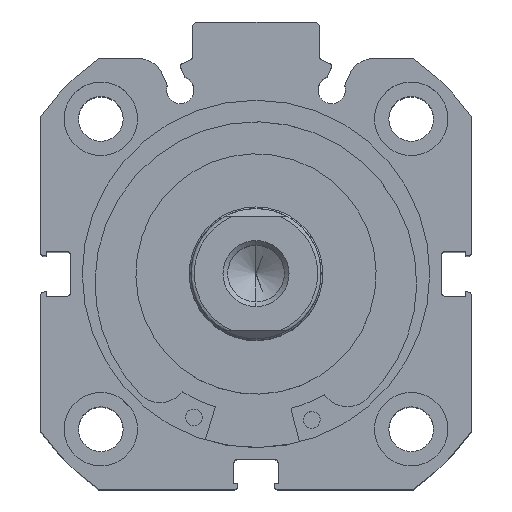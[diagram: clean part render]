
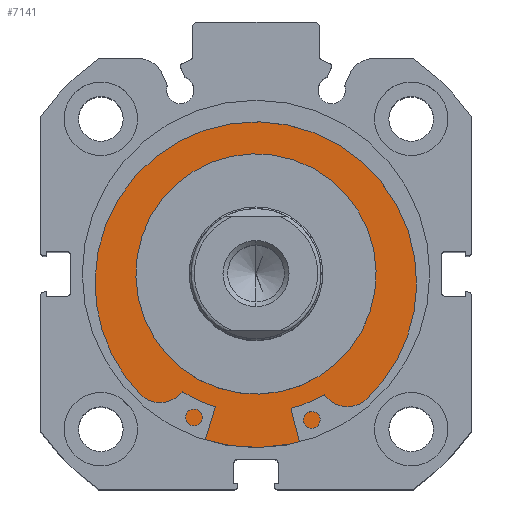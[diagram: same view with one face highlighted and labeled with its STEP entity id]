
A CAD part, top view. The second image highlights one B-rep face of the part: STEP entity #7141.
In plain terms, the highlighted face is planar.
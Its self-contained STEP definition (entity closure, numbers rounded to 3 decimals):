
#411 = EDGE_CURVE ( 'NONE', #3396, #3465, #3811, .T. ) ;
#412 = EDGE_CURVE ( 'NONE', #3356, #3472, #3812, .T. ) ;
#420 = EDGE_CURVE ( 'NONE', #3472, #3356, #3824, .T. ) ;
#426 = EDGE_CURVE ( 'NONE', #3465, #3396, #3830, .T. ) ;
#731 = AXIS2_PLACEMENT_3D ( 'NONE', #6185, #6183, #6182 ) ;
#732 = AXIS2_PLACEMENT_3D ( 'NONE', #6190, #6187, #6186 ) ;
#736 = AXIS2_PLACEMENT_3D ( 'NONE', #6137, #6135, #6134 ) ;
#738 = AXIS2_PLACEMENT_3D ( 'NONE', #6171, #6152, #6151 ) ;
#980 = AXIS2_PLACEMENT_3D ( 'NONE', #5764, #5774, #5775 ) ;
#1111 = ORIENTED_EDGE ( 'NONE', *, *, #411, .T. ) ;
#1112 = ORIENTED_EDGE ( 'NONE', *, *, #426, .T. ) ;
#1113 = ORIENTED_EDGE ( 'NONE', *, *, #412, .F. ) ;
#1114 = ORIENTED_EDGE ( 'NONE', *, *, #420, .F. ) ;
#1421 = EDGE_LOOP ( 'NONE', ( #1112, #1111 ) ) ;
#1429 = EDGE_LOOP ( 'NONE', ( #1114, #1113 ) ) ;
#3356 = VERTEX_POINT ( 'NONE', #5482 ) ;
#3396 = VERTEX_POINT ( 'NONE', #5522 ) ;
#3465 = VERTEX_POINT ( 'NONE', #5591 ) ;
#3472 = VERTEX_POINT ( 'NONE', #5598 ) ;
#3811 = CIRCLE ( 'NONE', #732, 26. ) ;
#3812 = CIRCLE ( 'NONE', #731, 18. ) ;
#3824 = CIRCLE ( 'NONE', #738, 18. ) ;
#3830 = CIRCLE ( 'NONE', #736, 26. ) ;
#4352 = FACE_BOUND ( 'NONE', #1429, .T. ) ;
#4354 = FACE_OUTER_BOUND ( 'NONE', #1421, .T. ) ;
#5482 = CARTESIAN_POINT ( 'NONE',  ( 3.5, 0., -18. ) ) ;
#5522 = CARTESIAN_POINT ( 'NONE',  ( 3.5, 0., -26. ) ) ;
#5591 = CARTESIAN_POINT ( 'NONE',  ( 3.5, 0., 26. ) ) ;
#5598 = CARTESIAN_POINT ( 'NONE',  ( 3.5, 0., 18. ) ) ;
#5764 = CARTESIAN_POINT ( 'NONE',  ( 3.5, 26., 0. ) ) ;
#5773 = PLANE ( 'NONE',  #980 ) ;
#5774 = DIRECTION ( 'NONE',  ( 1., 0., 0. ) ) ;
#5775 = DIRECTION ( 'NONE',  ( 0., 0., -1. ) ) ;
#6134 = DIRECTION ( 'NONE',  ( 0., 0., 1. ) ) ;
#6135 = DIRECTION ( 'NONE',  ( -1., 0., 0. ) ) ;
#6137 = CARTESIAN_POINT ( 'NONE',  ( 3.5, 0., 0. ) ) ;
#6151 = DIRECTION ( 'NONE',  ( 0., 0., 1. ) ) ;
#6152 = DIRECTION ( 'NONE',  ( -1., 0., 0. ) ) ;
#6171 = CARTESIAN_POINT ( 'NONE',  ( 3.5, 0., 0. ) ) ;
#6182 = DIRECTION ( 'NONE',  ( 0., 0., 1. ) ) ;
#6183 = DIRECTION ( 'NONE',  ( -1., 0., 0. ) ) ;
#6185 = CARTESIAN_POINT ( 'NONE',  ( 3.5, 0., 0. ) ) ;
#6186 = DIRECTION ( 'NONE',  ( 0., 0., 1. ) ) ;
#6187 = DIRECTION ( 'NONE',  ( -1., 0., 0. ) ) ;
#6190 = CARTESIAN_POINT ( 'NONE',  ( 3.5, 0., 0. ) ) ;
#7141 = ADVANCED_FACE ( 'NONE', ( #4352, #4354 ), #5773, .F. ) ;
